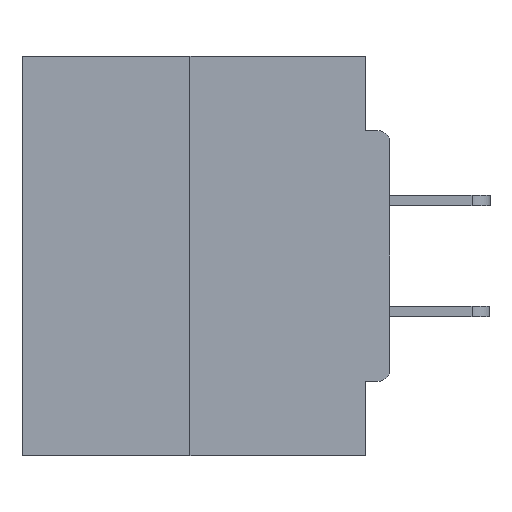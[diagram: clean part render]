
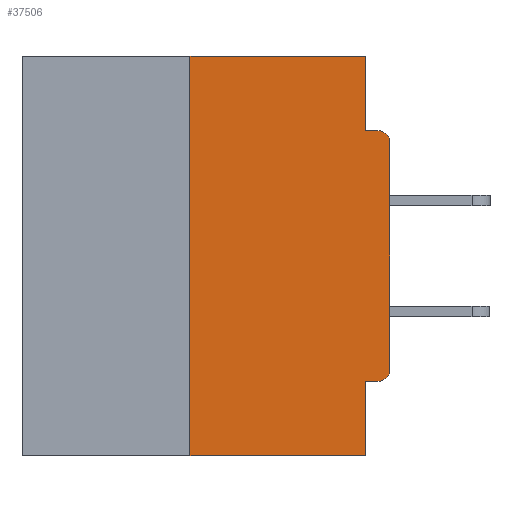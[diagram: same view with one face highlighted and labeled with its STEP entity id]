
A CAD part, left-side view. The second image highlights one B-rep face of the part: STEP entity #37506.
In plain terms, the highlighted planar face has unit normal (-1, 0, 0).
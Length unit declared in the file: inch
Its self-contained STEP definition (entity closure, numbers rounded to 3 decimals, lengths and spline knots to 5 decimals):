
#983 = ORIENTED_EDGE ( 'NONE', *, *, #28145, .F. ) ;
#1095 = ORIENTED_EDGE ( 'NONE', *, *, #17638, .F. ) ;
#1171 = EDGE_CURVE ( 'NONE', #20486, #2091, #5331, .T. ) ;
#1635 = VERTEX_POINT ( 'NONE', #6929 ) ;
#2081 = CARTESIAN_POINT ( 'NONE',  ( 0., 0., -0.1085 ) ) ;
#2091 = VERTEX_POINT ( 'NONE', #7145 ) ;
#3271 = VECTOR ( 'NONE', #24801, 39.37008 ) ;
#3351 = DIRECTION ( 'NONE',  ( -1., 0., 0. ) ) ;
#3626 = VERTEX_POINT ( 'NONE', #38367 ) ;
#4895 = CARTESIAN_POINT ( 'NONE',  ( 0., 0.46, -0.5 ) ) ;
#5060 = EDGE_CURVE ( 'NONE', #36256, #32110, #14468, .T. ) ;
#5331 = LINE ( 'NONE', #20915, #10754 ) ;
#6929 = CARTESIAN_POINT ( 'NONE',  ( 0., 0.031, 0. ) ) ;
#7145 = CARTESIAN_POINT ( 'NONE',  ( 0., 0.031, -0.4065 ) ) ;
#7225 = DIRECTION ( 'NONE',  ( 0., -1., 0. ) ) ;
#7816 = DIRECTION ( 'NONE',  ( 0., -1., 0. ) ) ;
#8755 = CARTESIAN_POINT ( 'NONE',  ( 0., 0.015, -0.0935 ) ) ;
#8802 = ORIENTED_EDGE ( 'NONE', *, *, #38106, .T. ) ;
#8862 = DIRECTION ( 'NONE',  ( 0., 0., -1. ) ) ;
#9476 = CARTESIAN_POINT ( 'NONE',  ( 0., 0.015, -0.3915 ) ) ;
#10463 = LINE ( 'NONE', #39318, #26282 ) ;
#10754 = VECTOR ( 'NONE', #30436, 39.37008 ) ;
#11331 = CARTESIAN_POINT ( 'NONE',  ( 0., 0.031, -0.0935 ) ) ;
#11431 = VERTEX_POINT ( 'NONE', #24699 ) ;
#11520 = CARTESIAN_POINT ( 'NONE',  ( 0., 0.015, -0.4065 ) ) ;
#11796 = DIRECTION ( 'NONE',  ( 0., 0., 1. ) ) ;
#12985 = CARTESIAN_POINT ( 'NONE',  ( 0., 0.46, 0. ) ) ;
#13449 = ORIENTED_EDGE ( 'NONE', *, *, #38604, .T. ) ;
#13824 = CARTESIAN_POINT ( 'NONE',  ( 0., 0., -0.0935 ) ) ;
#14468 = LINE ( 'NONE', #24303, #29773 ) ;
#15193 = CARTESIAN_POINT ( 'NONE',  ( 0., 0.015, -0.1085 ) ) ;
#16467 = LINE ( 'NONE', #33292, #36745 ) ;
#17638 = EDGE_CURVE ( 'NONE', #2091, #11431, #16467, .T. ) ;
#18079 = LINE ( 'NONE', #4895, #22527 ) ;
#18100 = EDGE_CURVE ( 'NONE', #1635, #23491, #37226, .T. ) ;
#18815 = DIRECTION ( 'NONE',  ( 0., 0., -1. ) ) ;
#20459 = ORIENTED_EDGE ( 'NONE', *, *, #18100, .F. ) ;
#20486 = VERTEX_POINT ( 'NONE', #11520 ) ;
#20915 = CARTESIAN_POINT ( 'NONE',  ( 0., 0., -0.4065 ) ) ;
#21626 = ORIENTED_EDGE ( 'NONE', *, *, #5060, .T. ) ;
#21697 = VERTEX_POINT ( 'NONE', #37021 ) ;
#22132 = EDGE_CURVE ( 'NONE', #21697, #1635, #24064, .T. ) ;
#22166 = EDGE_CURVE ( 'NONE', #20486, #36256, #38891, .T. ) ;
#22527 = VECTOR ( 'NONE', #7816, 39.37008 ) ;
#23491 = VERTEX_POINT ( 'NONE', #11331 ) ;
#24064 = LINE ( 'NONE', #39731, #3271 ) ;
#24216 = LINE ( 'NONE', #13824, #25688 ) ;
#24303 = CARTESIAN_POINT ( 'NONE',  ( 0., 0., 0. ) ) ;
#24699 = CARTESIAN_POINT ( 'NONE',  ( 0., 0.031, -0.5 ) ) ;
#24801 = DIRECTION ( 'NONE',  ( 0., -1., 0. ) ) ;
#25587 = DIRECTION ( 'NONE',  ( 0., 0., -1. ) ) ;
#25688 = VECTOR ( 'NONE', #7225, 39.37008 ) ;
#26282 = VECTOR ( 'NONE', #11796, 39.37008 ) ;
#26942 = DIRECTION ( 'NONE',  ( -1., 0., 0. ) ) ;
#27497 = DIRECTION ( 'NONE',  ( 0., 0., 1. ) ) ;
#28145 = EDGE_CURVE ( 'NONE', #23491, #30438, #24216, .T. ) ;
#28592 = PLANE ( 'NONE',  #29441 ) ;
#28723 = AXIS2_PLACEMENT_3D ( 'NONE', #9476, #3351, #34994 ) ;
#29441 = AXIS2_PLACEMENT_3D ( 'NONE', #12985, #38146, #25587 ) ;
#29773 = VECTOR ( 'NONE', #27497, 39.37008 ) ;
#30356 = CARTESIAN_POINT ( 'NONE',  ( 0., 0., -0.3915 ) ) ;
#30436 = DIRECTION ( 'NONE',  ( 0., 1., 0. ) ) ;
#30438 = VERTEX_POINT ( 'NONE', #8755 ) ;
#32110 = VERTEX_POINT ( 'NONE', #2081 ) ;
#32197 = ORIENTED_EDGE ( 'NONE', *, *, #22166, .T. ) ;
#32420 = AXIS2_PLACEMENT_3D ( 'NONE', #15193, #26942, #18815 ) ;
#33292 = CARTESIAN_POINT ( 'NONE',  ( 0., 0.031, -0.5 ) ) ;
#33634 = ORIENTED_EDGE ( 'NONE', *, *, #1171, .F. ) ;
#34994 = DIRECTION ( 'NONE',  ( 0., 0., -1. ) ) ;
#35318 = CIRCLE ( 'NONE', #32420, 0.015 ) ;
#35686 = VECTOR ( 'NONE', #8862, 39.37008 ) ;
#36256 = VERTEX_POINT ( 'NONE', #30356 ) ;
#36336 = FACE_OUTER_BOUND ( 'NONE', #39871, .T. ) ;
#36457 = DIRECTION ( 'NONE',  ( 0., 0., -1. ) ) ;
#36745 = VECTOR ( 'NONE', #36457, 39.37008 ) ;
#37021 = CARTESIAN_POINT ( 'NONE',  ( 0., 0.25, 0. ) ) ;
#37226 = LINE ( 'NONE', #37332, #35686 ) ;
#37251 = ORIENTED_EDGE ( 'NONE', *, *, #40160, .F. ) ;
#37332 = CARTESIAN_POINT ( 'NONE',  ( 0., 0.031, 0. ) ) ;
#37506 = ADVANCED_FACE ( 'NONE', ( #36336 ), #28592, .F. ) ;
#37767 = ORIENTED_EDGE ( 'NONE', *, *, #22132, .F. ) ;
#38106 = EDGE_CURVE ( 'NONE', #3626, #11431, #18079, .T. ) ;
#38146 = DIRECTION ( 'NONE',  ( 1., 0., 0. ) ) ;
#38367 = CARTESIAN_POINT ( 'NONE',  ( 0., 0.25, -0.5 ) ) ;
#38604 = EDGE_CURVE ( 'NONE', #32110, #30438, #35318, .T. ) ;
#38891 = CIRCLE ( 'NONE', #28723, 0.015 ) ;
#39318 = CARTESIAN_POINT ( 'NONE',  ( 0., 0.25, 0. ) ) ;
#39731 = CARTESIAN_POINT ( 'NONE',  ( 0., 0.46, 0. ) ) ;
#39871 = EDGE_LOOP ( 'NONE', ( #37767, #37251, #8802, #1095, #33634, #32197, #21626, #13449, #983, #20459 ) ) ;
#40160 = EDGE_CURVE ( 'NONE', #3626, #21697, #10463, .T. ) ;
